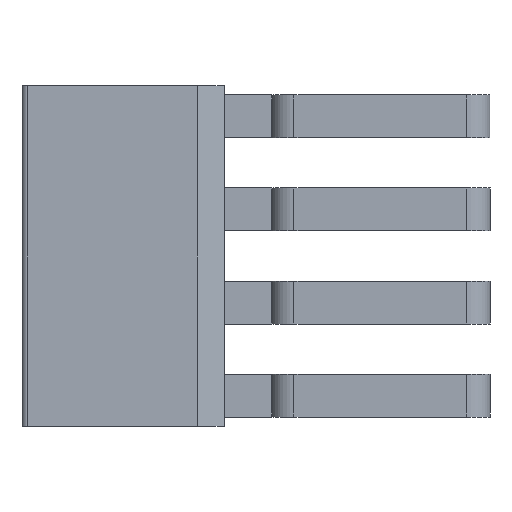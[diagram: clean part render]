
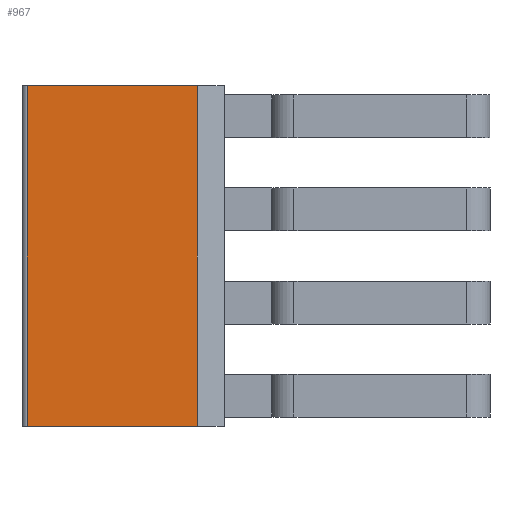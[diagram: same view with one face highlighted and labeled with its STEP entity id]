
A CAD part, left-side view. The second image highlights one B-rep face of the part: STEP entity #967.
In plain terms, the highlighted planar face has unit normal (-1, 0, 0).
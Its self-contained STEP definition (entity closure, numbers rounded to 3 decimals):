
#9 = CARTESIAN_POINT ( 'NONE',  ( -14.61, 6.424, 18.834 ) ) ;
#29 = EDGE_CURVE ( 'NONE', #1036, #1825, #624, .T. ) ;
#94 = EDGE_CURVE ( 'NONE', #1816, #1807, #353, .T. ) ;
#256 = CARTESIAN_POINT ( 'NONE',  ( -14.61, 6.424, -0.166 ) ) ;
#353 = LINE ( 'NONE', #1563, #2292 ) ;
#359 = EDGE_CURVE ( 'NONE', #1825, #1816, #1809, .T. ) ;
#380 = DIRECTION ( 'NONE',  ( 0., 0., -1. ) ) ;
#405 = ORIENTED_EDGE ( 'NONE', *, *, #29, .F. ) ;
#411 = EDGE_CURVE ( 'NONE', #1036, #1807, #1092, .T. ) ;
#429 = AXIS2_PLACEMENT_3D ( 'NONE', #1308, #1309, #577 ) ;
#577 = DIRECTION ( 'NONE',  ( 0., 0., -1. ) ) ;
#624 = LINE ( 'NONE', #1567, #890 ) ;
#791 = VECTOR ( 'NONE', #1685, 1000. ) ;
#890 = VECTOR ( 'NONE', #1474, 1000. ) ;
#967 = ADVANCED_FACE ( 'NONE', ( #2308 ), #2202, .F. ) ;
#1036 = VERTEX_POINT ( 'NONE', #1167 ) ;
#1092 = LINE ( 'NONE', #1725, #1716 ) ;
#1167 = CARTESIAN_POINT ( 'NONE',  ( -14.61, 15.924, -0.166 ) ) ;
#1308 = CARTESIAN_POINT ( 'NONE',  ( -14.61, 14.548, 18.834 ) ) ;
#1309 = DIRECTION ( 'NONE',  ( 1., 0., 0. ) ) ;
#1474 = DIRECTION ( 'NONE',  ( 0., 0., 1. ) ) ;
#1510 = CARTESIAN_POINT ( 'NONE',  ( -14.61, 15.924, 18.834 ) ) ;
#1533 = ORIENTED_EDGE ( 'NONE', *, *, #411, .T. ) ;
#1563 = CARTESIAN_POINT ( 'NONE',  ( -14.61, 6.424, 18.834 ) ) ;
#1567 = CARTESIAN_POINT ( 'NONE',  ( -14.61, 15.924, 18.834 ) ) ;
#1629 = EDGE_LOOP ( 'NONE', ( #1818, #1845, #405, #1533 ) ) ;
#1675 = CARTESIAN_POINT ( 'NONE',  ( -14.61, 4.924, 18.834 ) ) ;
#1685 = DIRECTION ( 'NONE',  ( 0., -1., 0. ) ) ;
#1716 = VECTOR ( 'NONE', #1724, 1000. ) ;
#1724 = DIRECTION ( 'NONE',  ( 0., -1., 0. ) ) ;
#1725 = CARTESIAN_POINT ( 'NONE',  ( -14.61, 4.924, -0.166 ) ) ;
#1807 = VERTEX_POINT ( 'NONE', #256 ) ;
#1809 = LINE ( 'NONE', #1675, #791 ) ;
#1816 = VERTEX_POINT ( 'NONE', #9 ) ;
#1818 = ORIENTED_EDGE ( 'NONE', *, *, #94, .F. ) ;
#1825 = VERTEX_POINT ( 'NONE', #1510 ) ;
#1845 = ORIENTED_EDGE ( 'NONE', *, *, #359, .F. ) ;
#2202 = PLANE ( 'NONE',  #429 ) ;
#2292 = VECTOR ( 'NONE', #380, 1000. ) ;
#2308 = FACE_OUTER_BOUND ( 'NONE', #1629, .T. ) ;
